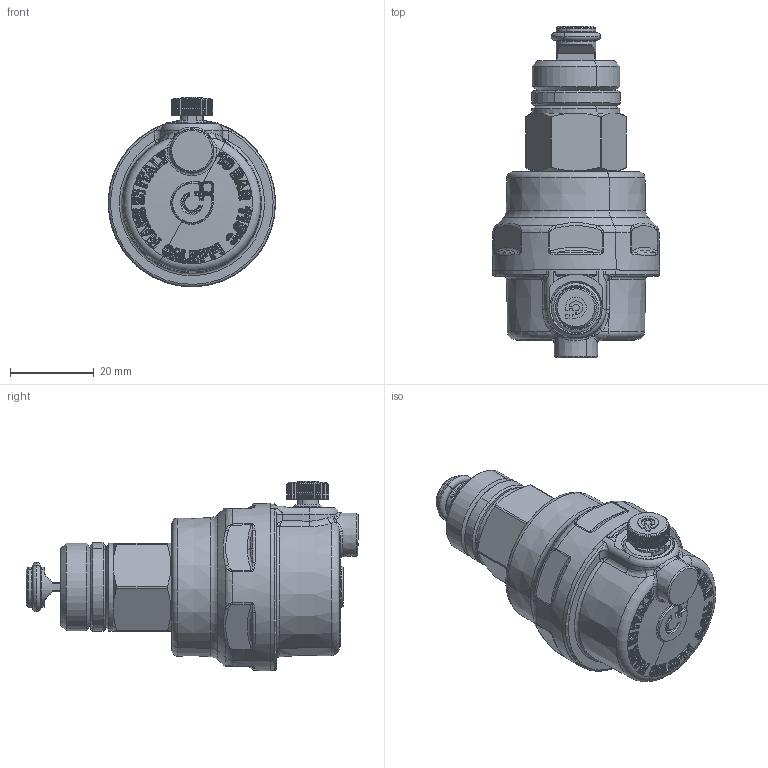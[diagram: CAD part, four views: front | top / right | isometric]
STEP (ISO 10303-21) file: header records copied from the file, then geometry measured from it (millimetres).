
FILE_DESCRIPTION(('CATIA V5 STEP Exchange'),'2;1');
FILE_NAME('STEP_502533_-_TST.stp','2018-09-03T07:02:31+00:00',('none'),('none'),'CATIA Version 5-6 Release 2016 SP4','CATIA V5 STEP AP203','none');
FILE_SCHEMA(('CONFIG_CONTROL_DESIGN'));
Products named in the file (1): 502533 - TST
Bounding box: 39.93 x 79.3 x 45.29 mm (x, y, z)
Volume: 49977.3 mm3; surface area: 11221 mm2
Topology: 2 solids, 11 shells, 2201 faces, 5272 edges, 2908 vertices
Faces by surface type: cylinder 669, bspline 620, plane 479, sphere 198, cone 132, torus 98, revolution 5
Entity records: 105485 total; most frequent: CARTESIAN_POINT 64156, ORIENTED_EDGE 10114, DIRECTION 5397, EDGE_CURVE 5057, VERTEX_POINT 2908, AXIS2_PLACEMENT_3D 2684, B_SPLINE_CURVE_WITH_KNOTS 2354, EDGE_LOOP 2251
